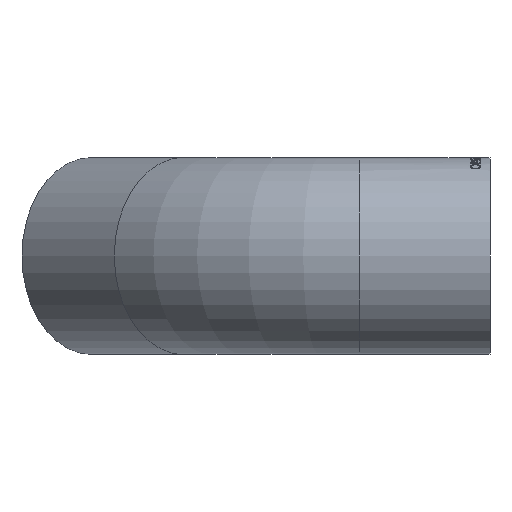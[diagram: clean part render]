
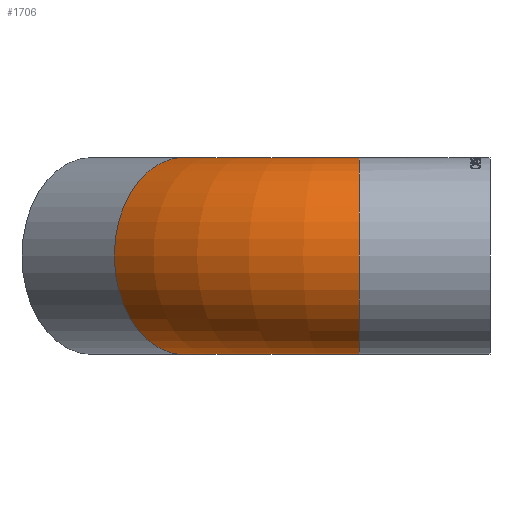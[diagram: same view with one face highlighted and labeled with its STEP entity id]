
A CAD part, left-side view. The second image highlights one B-rep face of the part: STEP entity #1706.
In plain terms, the highlighted toroidal (fillet/blend) face has major radius 76 mm and minor radius 30.15 mm.
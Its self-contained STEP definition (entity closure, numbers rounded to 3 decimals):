
#142 = EDGE_CURVE ( 'NONE', #1414, #1414, #431, .T. ) ;
#431 = CIRCLE ( 'NONE', #2540, 30.15 ) ;
#464 = DIRECTION ( 'NONE',  ( 0., 0., 1. ) ) ;
#627 = AXIS2_PLACEMENT_3D ( 'NONE', #3005, #1285, #1883 ) ;
#667 = VERTEX_POINT ( 'NONE', #852 ) ;
#852 = CARTESIAN_POINT ( 'NONE',  ( -76., 40., 30.15 ) ) ;
#866 = DIRECTION ( 'NONE',  ( 0., 0., -1. ) ) ;
#1285 = DIRECTION ( 'NONE',  ( 0., 1., 0. ) ) ;
#1414 = VERTEX_POINT ( 'NONE', #3186 ) ;
#1633 = DIRECTION ( 'NONE',  ( -1., 0., 0. ) ) ;
#1706 = ADVANCED_FACE ( 'NONE', ( #2774, #2486 ), #2982, .T. ) ;
#1748 = ORIENTED_EDGE ( 'NONE', *, *, #3570, .T. ) ;
#1775 = EDGE_LOOP ( 'NONE', ( #1748 ) ) ;
#1883 = DIRECTION ( 'NONE',  ( 0., 0., 1. ) ) ;
#1933 = CARTESIAN_POINT ( 'NONE',  ( -53.74, 93.74, 0. ) ) ;
#2251 = CARTESIAN_POINT ( 'NONE',  ( 0., 40., 0. ) ) ;
#2443 = CIRCLE ( 'NONE', #627, 30.15 ) ;
#2485 = DIRECTION ( 'NONE',  ( 0.707, 0.707, 0. ) ) ;
#2486 = FACE_OUTER_BOUND ( 'NONE', #1775, .T. ) ;
#2540 = AXIS2_PLACEMENT_3D ( 'NONE', #1933, #2485, #464 ) ;
#2774 = FACE_OUTER_BOUND ( 'NONE', #3724, .T. ) ;
#2982 = TOROIDAL_SURFACE ( 'NONE', #3157, 76., 30.15 ) ;
#2999 = ORIENTED_EDGE ( 'NONE', *, *, #142, .F. ) ;
#3005 = CARTESIAN_POINT ( 'NONE',  ( -76., 40., 0. ) ) ;
#3157 = AXIS2_PLACEMENT_3D ( 'NONE', #2251, #866, #1633 ) ;
#3186 = CARTESIAN_POINT ( 'NONE',  ( -53.74, 93.74, 30.15 ) ) ;
#3570 = EDGE_CURVE ( 'NONE', #667, #667, #2443, .T. ) ;
#3724 = EDGE_LOOP ( 'NONE', ( #2999 ) ) ;
